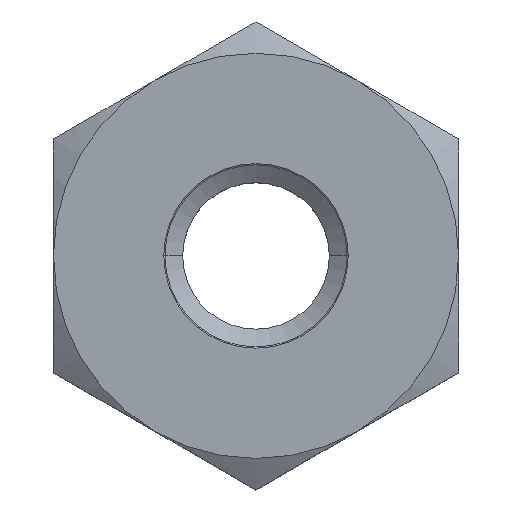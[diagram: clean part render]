
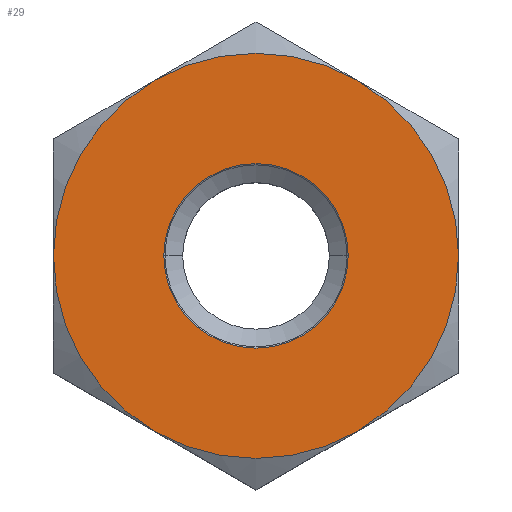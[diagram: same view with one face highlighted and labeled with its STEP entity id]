
A CAD part, top view. The second image highlights one B-rep face of the part: STEP entity #29.
In plain terms, the highlighted planar face has unit normal (0, 0, 1).
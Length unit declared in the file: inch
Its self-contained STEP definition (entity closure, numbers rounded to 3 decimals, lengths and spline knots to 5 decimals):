
#29 = ADVANCED_FACE ( 'NONE', ( #75, #1328 ), #515, .T. ) ;
#75 = FACE_BOUND ( 'NONE', #926, .T. ) ;
#94 = CARTESIAN_POINT ( 'NONE',  ( -0.056, 0., 0. ) ) ;
#143 = AXIS2_PLACEMENT_3D ( 'NONE', #1106, #1104, #1339 ) ;
#149 = CARTESIAN_POINT ( 'NONE',  ( -0.123, 0., 0. ) ) ;
#220 = CIRCLE ( 'NONE', #143, 0.056 ) ;
#228 = EDGE_LOOP ( 'NONE', ( #600, #1039, #542, #565, #1202, #918 ) ) ;
#249 = CARTESIAN_POINT ( 'NONE',  ( 0.0615, -0.10652, 0. ) ) ;
#250 = VERTEX_POINT ( 'NONE', #608 ) ;
#334 = CARTESIAN_POINT ( 'NONE',  ( 0., 0., 0. ) ) ;
#343 = CIRCLE ( 'NONE', #586, 0.056 ) ;
#348 = DIRECTION ( 'NONE',  ( 1., 0., 0. ) ) ;
#352 = DIRECTION ( 'NONE',  ( 0., 0., 1. ) ) ;
#369 = DIRECTION ( 'NONE',  ( 1., 0., 0. ) ) ;
#373 = DIRECTION ( 'NONE',  ( 0., 0., 1. ) ) ;
#374 = CARTESIAN_POINT ( 'NONE',  ( 0., 0., 0. ) ) ;
#375 = DIRECTION ( 'NONE',  ( 1., 0., 0. ) ) ;
#378 = DIRECTION ( 'NONE',  ( 0., 0., 1. ) ) ;
#382 = CARTESIAN_POINT ( 'NONE',  ( 0., 0., 0. ) ) ;
#393 = AXIS2_PLACEMENT_3D ( 'NONE', #955, #954, #951 ) ;
#401 = DIRECTION ( 'NONE',  ( 1., 0., 0. ) ) ;
#404 = DIRECTION ( 'NONE',  ( 0., 0., 1. ) ) ;
#405 = CARTESIAN_POINT ( 'NONE',  ( 0., 0., 0. ) ) ;
#444 = CARTESIAN_POINT ( 'NONE',  ( 0.0615, 0.10652, 0. ) ) ;
#462 = CARTESIAN_POINT ( 'NONE',  ( -0.0615, 0.10652, 0. ) ) ;
#483 = VERTEX_POINT ( 'NONE', #988 ) ;
#515 = PLANE ( 'NONE',  #393 ) ;
#542 = ORIENTED_EDGE ( 'NONE', *, *, #1059, .T. ) ;
#565 = ORIENTED_EDGE ( 'NONE', *, *, #718, .T. ) ;
#569 = AXIS2_PLACEMENT_3D ( 'NONE', #744, #743, #741 ) ;
#576 = EDGE_CURVE ( 'NONE', #894, #644, #1365, .T. ) ;
#579 = CIRCLE ( 'NONE', #893, 0.123 ) ;
#586 = AXIS2_PLACEMENT_3D ( 'NONE', #405, #404, #401 ) ;
#600 = ORIENTED_EDGE ( 'NONE', *, *, #576, .T. ) ;
#608 = CARTESIAN_POINT ( 'NONE',  ( -0.0615, -0.10652, 0. ) ) ;
#613 = AXIS2_PLACEMENT_3D ( 'NONE', #1415, #1413, #1411 ) ;
#644 = VERTEX_POINT ( 'NONE', #657 ) ;
#656 = AXIS2_PLACEMENT_3D ( 'NONE', #382, #378, #375 ) ;
#657 = CARTESIAN_POINT ( 'NONE',  ( 0.123, 0., 0. ) ) ;
#677 = EDGE_CURVE ( 'NONE', #943, #483, #220, .T. ) ;
#718 = EDGE_CURVE ( 'NONE', #1199, #939, #1049, .T. ) ;
#733 = AXIS2_PLACEMENT_3D ( 'NONE', #334, #352, #348 ) ;
#741 = DIRECTION ( 'NONE',  ( 1., 0., 0. ) ) ;
#743 = DIRECTION ( 'NONE',  ( 0., 0., 1. ) ) ;
#744 = CARTESIAN_POINT ( 'NONE',  ( 0., 0., 0. ) ) ;
#834 = DIRECTION ( 'NONE',  ( 1., 0., 0. ) ) ;
#837 = DIRECTION ( 'NONE',  ( 0., 0., 1. ) ) ;
#838 = CARTESIAN_POINT ( 'NONE',  ( 0., 0., 0. ) ) ;
#880 = ORIENTED_EDGE ( 'NONE', *, *, #677, .F. ) ;
#893 = AXIS2_PLACEMENT_3D ( 'NONE', #374, #373, #369 ) ;
#894 = VERTEX_POINT ( 'NONE', #249 ) ;
#918 = ORIENTED_EDGE ( 'NONE', *, *, #1215, .T. ) ;
#919 = ORIENTED_EDGE ( 'NONE', *, *, #959, .F. ) ;
#926 = EDGE_LOOP ( 'NONE', ( #919, #880 ) ) ;
#939 = VERTEX_POINT ( 'NONE', #149 ) ;
#943 = VERTEX_POINT ( 'NONE', #94 ) ;
#951 = DIRECTION ( 'NONE',  ( 1., 0., 0. ) ) ;
#954 = DIRECTION ( 'NONE',  ( 0., 0., 1. ) ) ;
#955 = CARTESIAN_POINT ( 'NONE',  ( -0.246, 0., 0. ) ) ;
#959 = EDGE_CURVE ( 'NONE', #483, #943, #343, .T. ) ;
#975 = CIRCLE ( 'NONE', #1223, 0.123 ) ;
#988 = CARTESIAN_POINT ( 'NONE',  ( 0.056, 0., 0. ) ) ;
#1009 = EDGE_CURVE ( 'NONE', #939, #250, #1085, .T. ) ;
#1016 = EDGE_CURVE ( 'NONE', #644, #1279, #1213, .T. ) ;
#1039 = ORIENTED_EDGE ( 'NONE', *, *, #1016, .T. ) ;
#1049 = CIRCLE ( 'NONE', #613, 0.123 ) ;
#1059 = EDGE_CURVE ( 'NONE', #1279, #1199, #579, .T. ) ;
#1085 = CIRCLE ( 'NONE', #656, 0.123 ) ;
#1104 = DIRECTION ( 'NONE',  ( 0., 0., 1. ) ) ;
#1106 = CARTESIAN_POINT ( 'NONE',  ( 0., 0., 0. ) ) ;
#1199 = VERTEX_POINT ( 'NONE', #462 ) ;
#1202 = ORIENTED_EDGE ( 'NONE', *, *, #1009, .T. ) ;
#1213 = CIRCLE ( 'NONE', #733, 0.123 ) ;
#1215 = EDGE_CURVE ( 'NONE', #250, #894, #975, .T. ) ;
#1223 = AXIS2_PLACEMENT_3D ( 'NONE', #838, #837, #834 ) ;
#1279 = VERTEX_POINT ( 'NONE', #444 ) ;
#1328 = FACE_OUTER_BOUND ( 'NONE', #228, .T. ) ;
#1339 = DIRECTION ( 'NONE',  ( 1., 0., 0. ) ) ;
#1365 = CIRCLE ( 'NONE', #569, 0.123 ) ;
#1411 = DIRECTION ( 'NONE',  ( 1., 0., 0. ) ) ;
#1413 = DIRECTION ( 'NONE',  ( 0., 0., 1. ) ) ;
#1415 = CARTESIAN_POINT ( 'NONE',  ( 0., 0., 0. ) ) ;
